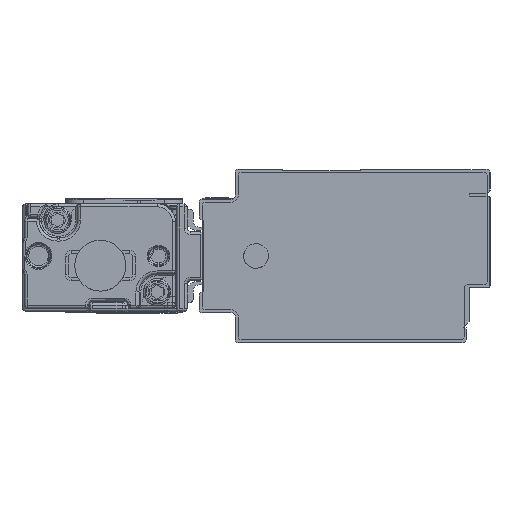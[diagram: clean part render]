
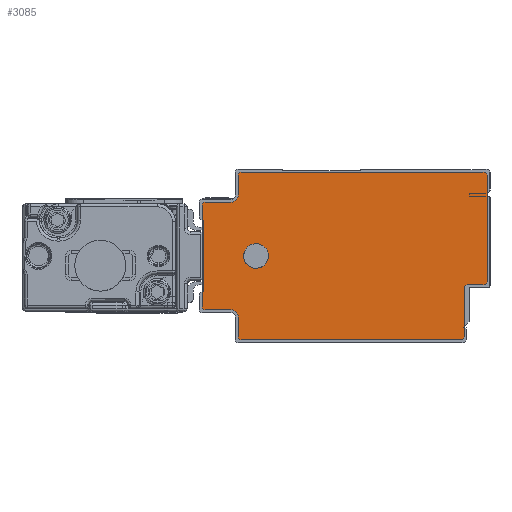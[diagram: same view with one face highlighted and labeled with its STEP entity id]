
A CAD part, left-side view. The second image highlights one B-rep face of the part: STEP entity #3085.
In plain terms, the highlighted planar face has unit normal (-1, 0, 0).
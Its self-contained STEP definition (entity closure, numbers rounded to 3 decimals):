
#1461=AXIS2_PLACEMENT_3D('Circle Axis2P3D',#1459,#1460,$) ;
#1499=AXIS2_PLACEMENT_3D('Circle Axis2P3D',#1497,#1498,$) ;
#1537=AXIS2_PLACEMENT_3D('Circle Axis2P3D',#1535,#1536,$) ;
#1575=AXIS2_PLACEMENT_3D('Circle Axis2P3D',#1573,#1574,$) ;
#2968=AXIS2_PLACEMENT_3D('Plane Axis2P3D',#2965,#2966,#2967) ;
#2972=AXIS2_PLACEMENT_3D('Circle Axis2P3D',#2970,#2971,$) ;
#2986=AXIS2_PLACEMENT_3D('Circle Axis2P3D',#2984,#2985,$) ;
#3000=AXIS2_PLACEMENT_3D('Circle Axis2P3D',#2998,#2999,$) ;
#3014=AXIS2_PLACEMENT_3D('Circle Axis2P3D',#3012,#3013,$) ;
#3028=AXIS2_PLACEMENT_3D('Circle Axis2P3D',#3026,#3027,$) ;
#3042=AXIS2_PLACEMENT_3D('Circle Axis2P3D',#3040,#3041,$) ;
#3069=AXIS2_PLACEMENT_3D('Circle Axis2P3D',#3067,#3068,$) ;
#3078=AXIS2_PLACEMENT_3D('Circle Axis2P3D',#3076,#3077,$) ;
#1417=CARTESIAN_POINT('Line Origine',(-875.5,44.,14.5)) ;
#1421=CARTESIAN_POINT('Vertex',(-875.5,44.,6.)) ;
#1423=CARTESIAN_POINT('Vertex',(-875.5,44.,23.)) ;
#1459=CARTESIAN_POINT('Axis2P3D Location',(-875.5,43.5,23.)) ;
#1463=CARTESIAN_POINT('Vertex',(-875.5,43.5,23.5)) ;
#1478=CARTESIAN_POINT('Line Origine',(-875.5,41.25,23.5)) ;
#1482=CARTESIAN_POINT('Vertex',(-875.5,39.,23.5)) ;
#1497=CARTESIAN_POINT('Axis2P3D Location',(-875.5,39.,24.5)) ;
#1501=CARTESIAN_POINT('Vertex',(-875.5,38.,24.5)) ;
#1516=CARTESIAN_POINT('Line Origine',(-875.5,38.,26.25)) ;
#1520=CARTESIAN_POINT('Vertex',(-875.5,38.,28.)) ;
#1535=CARTESIAN_POINT('Axis2P3D Location',(-875.5,37.5,28.)) ;
#1539=CARTESIAN_POINT('Vertex',(-875.5,37.5,28.5)) ;
#1554=CARTESIAN_POINT('Line Origine',(-875.5,17.25,28.5)) ;
#1558=CARTESIAN_POINT('Vertex',(-875.5,-3.,28.5)) ;
#1573=CARTESIAN_POINT('Axis2P3D Location',(-875.5,-3.,28.)) ;
#1577=CARTESIAN_POINT('Vertex',(-875.5,-3.5,28.)) ;
#1592=CARTESIAN_POINT('Line Origine',(-875.5,-3.5,19.1)) ;
#1596=CARTESIAN_POINT('Vertex',(-875.5,-3.5,10.2)) ;
#2965=CARTESIAN_POINT('Axis2P3D Location',(-875.5,0.,0.)) ;
#2970=CARTESIAN_POINT('Axis2P3D Location',(-875.5,43.5,6.)) ;
#2974=CARTESIAN_POINT('Vertex',(-875.5,43.5,5.5)) ;
#2977=CARTESIAN_POINT('Line Origine',(-875.5,41.25,5.5)) ;
#2981=CARTESIAN_POINT('Vertex',(-875.5,39.,5.5)) ;
#2984=CARTESIAN_POINT('Axis2P3D Location',(-875.5,39.,4.5)) ;
#2988=CARTESIAN_POINT('Vertex',(-875.5,38.,4.5)) ;
#2991=CARTESIAN_POINT('Line Origine',(-875.5,38.,2.75)) ;
#2995=CARTESIAN_POINT('Vertex',(-875.5,38.,1.)) ;
#2998=CARTESIAN_POINT('Axis2P3D Location',(-875.5,37.5,1.)) ;
#3002=CARTESIAN_POINT('Vertex',(-875.5,37.5,0.5)) ;
#3005=CARTESIAN_POINT('Line Origine',(-875.5,19.15,0.5)) ;
#3009=CARTESIAN_POINT('Vertex',(-875.5,0.8,0.5)) ;
#3012=CARTESIAN_POINT('Axis2P3D Location',(-875.5,0.8,1.)) ;
#3016=CARTESIAN_POINT('Vertex',(-875.5,0.3,1.)) ;
#3019=CARTESIAN_POINT('Line Origine',(-875.5,0.3,5.1)) ;
#3023=CARTESIAN_POINT('Vertex',(-875.5,0.3,9.2)) ;
#3026=CARTESIAN_POINT('Axis2P3D Location',(-875.5,-0.2,9.2)) ;
#3030=CARTESIAN_POINT('Vertex',(-875.5,-0.2,9.7)) ;
#3033=CARTESIAN_POINT('Line Origine',(-875.5,-1.6,9.7)) ;
#3037=CARTESIAN_POINT('Vertex',(-875.5,-3.,9.7)) ;
#3040=CARTESIAN_POINT('Axis2P3D Location',(-875.5,-3.,10.2)) ;
#3067=CARTESIAN_POINT('Axis2P3D Location',(-875.5,35.,14.5)) ;
#3071=CARTESIAN_POINT('Vertex',(-875.5,33.186,13.509)) ;
#3073=CARTESIAN_POINT('Vertex',(-875.5,36.814,15.491)) ;
#3076=CARTESIAN_POINT('Axis2P3D Location',(-875.5,35.,14.5)) ;
#1418=DIRECTION('Vector Direction',(0.,0.,1.)) ;
#1460=DIRECTION('Axis2P3D Direction',(1.,0.,0.)) ;
#1479=DIRECTION('Vector Direction',(0.,1.,0.)) ;
#1498=DIRECTION('Axis2P3D Direction',(1.,0.,0.)) ;
#1517=DIRECTION('Vector Direction',(0.,0.,1.)) ;
#1536=DIRECTION('Axis2P3D Direction',(1.,0.,0.)) ;
#1555=DIRECTION('Vector Direction',(0.,1.,0.)) ;
#1574=DIRECTION('Axis2P3D Direction',(1.,0.,-0.)) ;
#1593=DIRECTION('Vector Direction',(0.,0.,-1.)) ;
#2966=DIRECTION('Axis2P3D Direction',(1.,0.,0.)) ;
#2967=DIRECTION('Axis2P3D XDirection',(0.,1.,0.)) ;
#2971=DIRECTION('Axis2P3D Direction',(1.,0.,0.)) ;
#2978=DIRECTION('Vector Direction',(0.,-1.,0.)) ;
#2985=DIRECTION('Axis2P3D Direction',(1.,0.,0.)) ;
#2992=DIRECTION('Vector Direction',(0.,0.,1.)) ;
#2999=DIRECTION('Axis2P3D Direction',(1.,0.,0.)) ;
#3006=DIRECTION('Vector Direction',(0.,-1.,0.)) ;
#3013=DIRECTION('Axis2P3D Direction',(1.,0.,0.)) ;
#3020=DIRECTION('Vector Direction',(0.,0.,-1.)) ;
#3027=DIRECTION('Axis2P3D Direction',(1.,0.,0.)) ;
#3034=DIRECTION('Vector Direction',(0.,1.,0.)) ;
#3041=DIRECTION('Axis2P3D Direction',(1.,0.,0.)) ;
#3068=DIRECTION('Axis2P3D Direction',(1.,0.,0.)) ;
#3077=DIRECTION('Axis2P3D Direction',(1.,0.,0.)) ;
#1419=VECTOR('Line Direction',#1418,1.) ;
#1480=VECTOR('Line Direction',#1479,1.) ;
#1518=VECTOR('Line Direction',#1517,1.) ;
#1556=VECTOR('Line Direction',#1555,1.) ;
#1594=VECTOR('Line Direction',#1593,1.) ;
#2979=VECTOR('Line Direction',#2978,1.) ;
#2993=VECTOR('Line Direction',#2992,1.) ;
#3007=VECTOR('Line Direction',#3006,1.) ;
#3021=VECTOR('Line Direction',#3020,1.) ;
#3035=VECTOR('Line Direction',#3034,1.) ;
#3046=ORIENTED_EDGE('',*,*,#1560,.F.) ;
#3047=ORIENTED_EDGE('',*,*,#1541,.F.) ;
#3048=ORIENTED_EDGE('',*,*,#1522,.F.) ;
#3049=ORIENTED_EDGE('',*,*,#1503,.F.) ;
#3050=ORIENTED_EDGE('',*,*,#1484,.F.) ;
#3051=ORIENTED_EDGE('',*,*,#1465,.F.) ;
#3052=ORIENTED_EDGE('',*,*,#1425,.F.) ;
#3053=ORIENTED_EDGE('',*,*,#2976,.F.) ;
#3054=ORIENTED_EDGE('',*,*,#2983,.F.) ;
#3055=ORIENTED_EDGE('',*,*,#2990,.F.) ;
#3056=ORIENTED_EDGE('',*,*,#2997,.F.) ;
#3057=ORIENTED_EDGE('',*,*,#3004,.F.) ;
#3058=ORIENTED_EDGE('',*,*,#3011,.F.) ;
#3059=ORIENTED_EDGE('',*,*,#3018,.F.) ;
#3060=ORIENTED_EDGE('',*,*,#3025,.F.) ;
#3061=ORIENTED_EDGE('',*,*,#3032,.F.) ;
#3062=ORIENTED_EDGE('',*,*,#3039,.F.) ;
#3063=ORIENTED_EDGE('',*,*,#3044,.F.) ;
#3064=ORIENTED_EDGE('',*,*,#1598,.F.) ;
#3065=ORIENTED_EDGE('',*,*,#1579,.F.) ;
#3082=ORIENTED_EDGE('',*,*,#3075,.T.) ;
#3083=ORIENTED_EDGE('',*,*,#3080,.T.) ;
#3084=FACE_BOUND('',#3081,.T.) ;
#3085=ADVANCED_FACE('\X2\FF8EFF9EFF83FF9EFF68FF70\X0\.2',(#3066,#3084),#2969,.F.) ;
#1462=CIRCLE('generated circle',#1461,0.5) ;
#1500=CIRCLE('generated circle',#1499,1.) ;
#1538=CIRCLE('generated circle',#1537,0.5) ;
#1576=CIRCLE('generated circle',#1575,0.5) ;
#2973=CIRCLE('generated circle',#2972,0.5) ;
#2987=CIRCLE('generated circle',#2986,1.) ;
#3001=CIRCLE('generated circle',#3000,0.5) ;
#3015=CIRCLE('generated circle',#3014,0.5) ;
#3029=CIRCLE('generated circle',#3028,0.5) ;
#3043=CIRCLE('generated circle',#3042,0.5) ;
#3070=CIRCLE('generated circle',#3069,2.067) ;
#3079=CIRCLE('generated circle',#3078,2.067) ;
#1425=EDGE_CURVE('',#1422,#1424,#1420,.T.) ;
#1465=EDGE_CURVE('',#1424,#1464,#1462,.T.) ;
#1484=EDGE_CURVE('',#1464,#1483,#1481,.F.) ;
#1503=EDGE_CURVE('',#1483,#1502,#1500,.F.) ;
#1522=EDGE_CURVE('',#1502,#1521,#1519,.T.) ;
#1541=EDGE_CURVE('',#1521,#1540,#1538,.T.) ;
#1560=EDGE_CURVE('',#1540,#1559,#1557,.F.) ;
#1579=EDGE_CURVE('',#1559,#1578,#1576,.T.) ;
#1598=EDGE_CURVE('',#1578,#1597,#1595,.T.) ;
#2976=EDGE_CURVE('',#2975,#1422,#2973,.T.) ;
#2983=EDGE_CURVE('',#2982,#2975,#2980,.F.) ;
#2990=EDGE_CURVE('',#2989,#2982,#2987,.F.) ;
#2997=EDGE_CURVE('',#2996,#2989,#2994,.T.) ;
#3004=EDGE_CURVE('',#3003,#2996,#3001,.T.) ;
#3011=EDGE_CURVE('',#3010,#3003,#3008,.F.) ;
#3018=EDGE_CURVE('',#3017,#3010,#3015,.T.) ;
#3025=EDGE_CURVE('',#3024,#3017,#3022,.T.) ;
#3032=EDGE_CURVE('',#3031,#3024,#3029,.F.) ;
#3039=EDGE_CURVE('',#3038,#3031,#3036,.T.) ;
#3044=EDGE_CURVE('',#1597,#3038,#3043,.T.) ;
#3075=EDGE_CURVE('',#3072,#3074,#3070,.T.) ;
#3080=EDGE_CURVE('',#3074,#3072,#3079,.T.) ;
#3045=EDGE_LOOP('',(#3046,#3047,#3048,#3049,#3050,#3051,#3052,#3053,#3054,#3055,#3056,#3057,#3058,#3059,#3060,#3061,#3062,#3063,#3064,#3065)) ;
#3081=EDGE_LOOP('',(#3082,#3083)) ;
#3066=FACE_OUTER_BOUND('',#3045,.T.) ;
#1420=LINE('Line',#1417,#1419) ;
#1481=LINE('Line',#1478,#1480) ;
#1519=LINE('Line',#1516,#1518) ;
#1557=LINE('Line',#1554,#1556) ;
#1595=LINE('Line',#1592,#1594) ;
#2980=LINE('Line',#2977,#2979) ;
#2994=LINE('Line',#2991,#2993) ;
#3008=LINE('Line',#3005,#3007) ;
#3022=LINE('Line',#3019,#3021) ;
#3036=LINE('Line',#3033,#3035) ;
#2969=PLANE('Plane',#2968) ;
#1422=VERTEX_POINT('',#1421) ;
#1424=VERTEX_POINT('',#1423) ;
#1464=VERTEX_POINT('',#1463) ;
#1483=VERTEX_POINT('',#1482) ;
#1502=VERTEX_POINT('',#1501) ;
#1521=VERTEX_POINT('',#1520) ;
#1540=VERTEX_POINT('',#1539) ;
#1559=VERTEX_POINT('',#1558) ;
#1578=VERTEX_POINT('',#1577) ;
#1597=VERTEX_POINT('',#1596) ;
#2975=VERTEX_POINT('',#2974) ;
#2982=VERTEX_POINT('',#2981) ;
#2989=VERTEX_POINT('',#2988) ;
#2996=VERTEX_POINT('',#2995) ;
#3003=VERTEX_POINT('',#3002) ;
#3010=VERTEX_POINT('',#3009) ;
#3017=VERTEX_POINT('',#3016) ;
#3024=VERTEX_POINT('',#3023) ;
#3031=VERTEX_POINT('',#3030) ;
#3038=VERTEX_POINT('',#3037) ;
#3072=VERTEX_POINT('',#3071) ;
#3074=VERTEX_POINT('',#3073) ;
